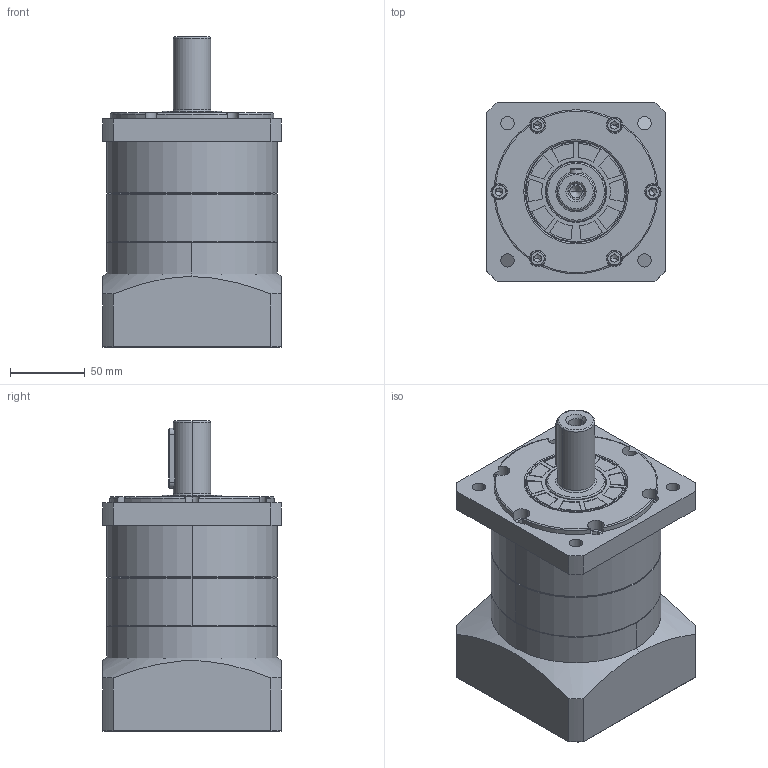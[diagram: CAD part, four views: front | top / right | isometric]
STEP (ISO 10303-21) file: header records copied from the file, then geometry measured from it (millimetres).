
FILE_DESCRIPTION (( 'STEP AP203' ), '1' );
FILE_NAME ('PGA120-L1-19-95-115-M8-59.STEP', '2022-04-02T07:02:50', ( 'PC' ), ( '' ), 'SwSTEP 2.0', 'SolidWorks 2018', '' );
FILE_SCHEMA (( 'CONFIG_CONTROL_DESIGN' ));
Length unit declared in the file: millimetre
Products named in the file (10): PG120-95-(115)输入法兰; 22-19覃淕杶; PGA120-L1-19-95-115-M8-59; 怀堤傷褲极PGA120; PG120D108齿圈; 120怀堤俴陎殤; FG120嘎殤蚐猾; A倰す瑩8X7X40; socket head cap screw_am_B18.3.1M - 6 x 1.0 x 20 Hex SHCS -- 20NHX; PG120输入轴-22
Assembly tree (21 placements, depth 2):
  PGA120-L1-19-95-115-M8-59
    PG120D108齿圈
    120怀堤俴陎殤
    FG120嘎殤蚐猾
    A倰す瑩8X7X40
    socket head cap screw_am_B18.3.1M - 6 x 1.0 x 20 Hex SHCS -- 20NHX  x13
    PG120输入轴-22
    22-19覃淕杶
    怀堤傷褲极PGA120
    PG120-95-(115)输入法兰
Bounding box: 120 x 120 x 208 mm (x, y, z)
Volume: 1185734.4 mm3; surface area: 260931.7 mm2
Topology: 21 solids, 21 shells, 895 faces, 2055 edges, 1245 vertices
Faces by surface type: plane 375, cylinder 286, cone 179, torus 53, bspline 2
Entity records: 19549 total; most frequent: CARTESIAN_POINT 4405, DIRECTION 3132, ORIENTED_EDGE 2714, EDGE_CURVE 1357, AXIS2_PLACEMENT_3D 1247, VERTEX_POINT 849, EDGE_LOOP 656, CIRCLE 654
